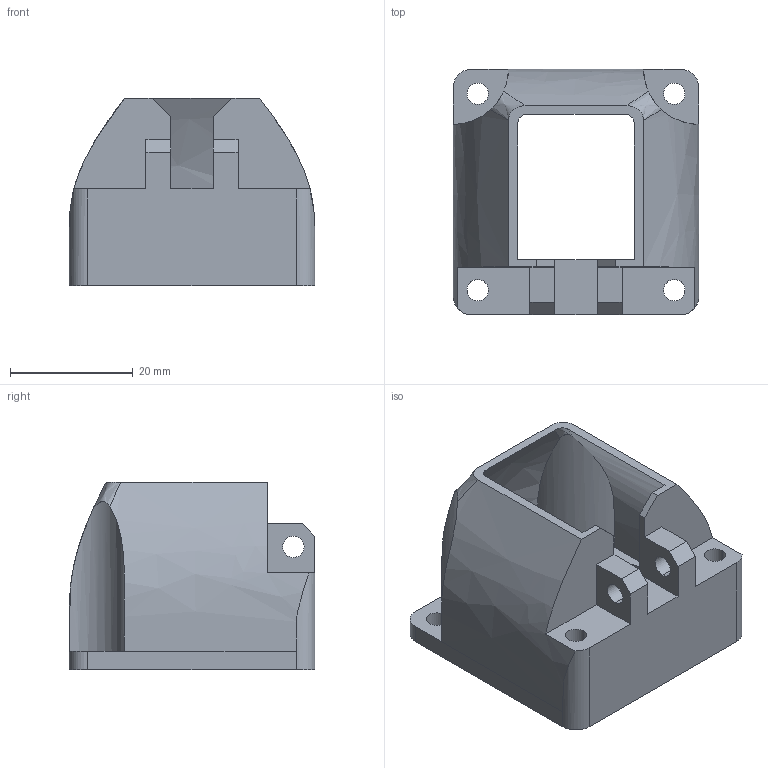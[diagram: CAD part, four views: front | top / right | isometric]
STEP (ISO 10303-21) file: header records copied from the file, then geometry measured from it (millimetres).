
FILE_DESCRIPTION (( 'STEP AP203' ), '1' );
FILE_NAME ('E-FAN-DUCT.STEP');
FILE_SCHEMA (( 'CONFIG_CONTROL_DESIGN' ));
Length unit declared in the file: millimetre
Products named in the file (1): E-FAN-DUCT
Bounding box: 40 x 40 x 30.5 mm (x, y, z)
Volume: 7735.9 mm3; surface area: 9802.7 mm2
Topology: 1 solids, 1 shells, 64 faces, 187 edges, 125 vertices
Faces by surface type: plane 27, cylinder 25, bspline 10, torus 2
Entity records: 5207 total; most frequent: CARTESIAN_POINT 3468, ORIENTED_EDGE 374, DIRECTION 302, EDGE_CURVE 187, VERTEX_POINT 125, AXIS2_PLACEMENT_3D 101, LINE 100, VECTOR 100
